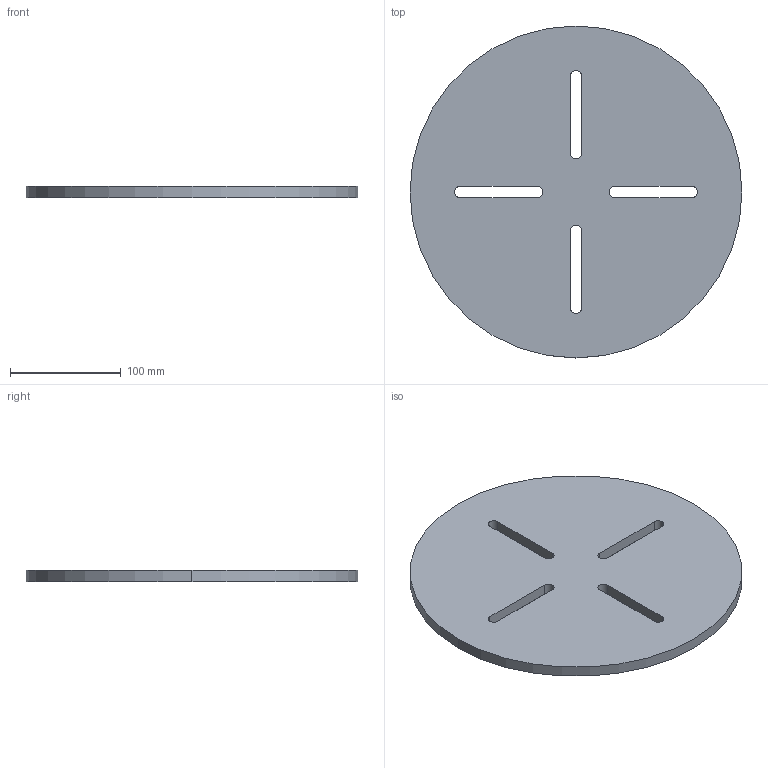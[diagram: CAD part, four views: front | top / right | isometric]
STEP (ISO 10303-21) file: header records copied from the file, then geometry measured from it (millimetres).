
FILE_DESCRIPTION(('CATIA V5 STEP Exchange'),'2;1');
FILE_NAME('disc.stp','2021-06-26T14:38:13+00:00',('none'),('none'),'CATIA Version 5 Release 20 GA (IN-10)','CATIA V5 STEP AP203','none');
FILE_SCHEMA(('CONFIG_CONTROL_DESIGN'));
Length unit declared in the file: millimetre
Products named in the file (1): disc
Bounding box: 300 x 300 x 10 mm (x, y, z)
Volume: 675716.8 mm3; surface area: 151424.8 mm2
Topology: 1 solids, 1 shells, 22 faces, 72 edges, 52 vertices
Faces by surface type: cylinder 12, plane 10
Entity records: 835 total; most frequent: CARTESIAN_POINT 144, ORIENTED_EDGE 144, DIRECTION 110, EDGE_CURVE 72, AXIS2_PLACEMENT_3D 56, VERTEX_POINT 52, VECTOR 36, CIRCLE 36
